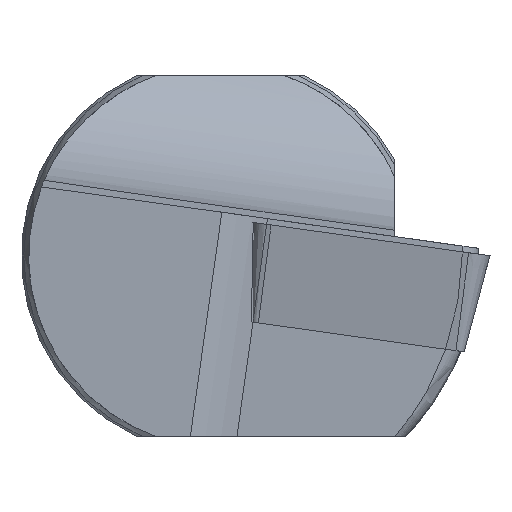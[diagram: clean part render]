
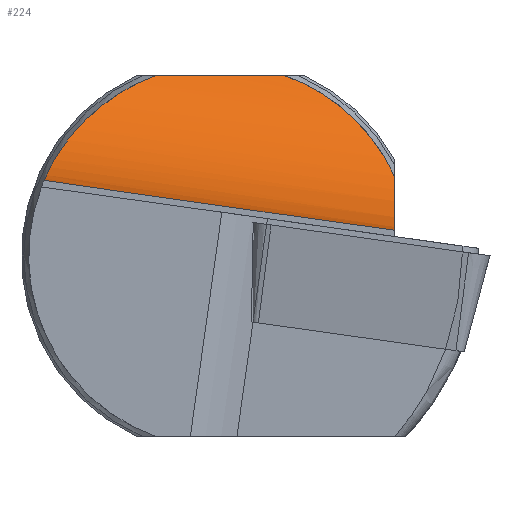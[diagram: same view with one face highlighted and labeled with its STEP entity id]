
A CAD part, left-side view. The second image highlights one B-rep face of the part: STEP entity #224.
In plain terms, the highlighted cylindrical face has radius 10 mm (diameter 20 mm), a partial arc.
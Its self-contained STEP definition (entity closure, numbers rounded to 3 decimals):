
#79=CYLINDRICAL_SURFACE('',#840,10.);
#106=ELLIPSE('',#837,10.098,10.);
#107=ELLIPSE('',#838,71.853,10.);
#108=ELLIPSE('',#839,114.737,10.);
#128=LINE('',#1283,#181);
#181=VECTOR('',#970,1.);
#224=ADVANCED_FACE('',(#269),#79,.F.);
#269=FACE_OUTER_BOUND('',#307,.T.);
#307=EDGE_LOOP('',(#432,#433,#434,#435,#436,#437));
#432=ORIENTED_EDGE('',*,*,#726,.T.);
#433=ORIENTED_EDGE('',*,*,#701,.T.);
#434=ORIENTED_EDGE('',*,*,#727,.F.);
#435=ORIENTED_EDGE('',*,*,#720,.T.);
#436=ORIENTED_EDGE('',*,*,#728,.F.);
#437=ORIENTED_EDGE('',*,*,#729,.F.);
#621=VERTEX_POINT('',#1204);
#624=VERTEX_POINT('',#1209);
#640=VERTEX_POINT('',#1267);
#641=VERTEX_POINT('',#1268);
#645=VERTEX_POINT('',#1279);
#646=VERTEX_POINT('',#1282);
#701=EDGE_CURVE('',#621,#624,#799,.T.);
#720=EDGE_CURVE('',#640,#641,#802,.T.);
#726=EDGE_CURVE('',#645,#621,#106,.T.);
#727=EDGE_CURVE('',#640,#624,#107,.T.);
#728=EDGE_CURVE('',#646,#641,#108,.T.);
#729=EDGE_CURVE('',#645,#646,#128,.T.);
#799=B_SPLINE_CURVE_WITH_KNOTS('',3,(#1210,#1211,#1212,#1213,#1214,#1215),
 .UNSPECIFIED.,.F.,.F.,(4,2,4),(0.,0.5,1.),.UNSPECIFIED.);
#802=B_SPLINE_CURVE_WITH_KNOTS('',3,(#1261,#1262,#1263,#1264,#1265,#1266),
 .UNSPECIFIED.,.F.,.F.,(4,2,4),(0.,0.5,1.),.UNSPECIFIED.);
#837=AXIS2_PLACEMENT_3D('',#1278,#964,#965);
#838=AXIS2_PLACEMENT_3D('',#1280,#966,#967);
#839=AXIS2_PLACEMENT_3D('',#1281,#968,#969);
#840=AXIS2_PLACEMENT_3D('',#1284,#971,#972);
#964=DIRECTION('',(0.,-1.,0.));
#965=DIRECTION('',(0.,0.,1.));
#966=DIRECTION('',(0.,0.,-1.));
#967=DIRECTION('',(0.,1.,0.));
#968=DIRECTION('',(0.996,-0.086,-0.012));
#969=DIRECTION('',(0.087,0.986,0.139));
#970=DIRECTION('',(0.,0.99,0.139));
#971=DIRECTION('',(0.,0.99,0.139));
#972=DIRECTION('',(0.,0.139,-0.99));
#1204=CARTESIAN_POINT('',(21.9,3.921,3.208));
#1209=CARTESIAN_POINT('',(24.655,8.327,7.25));
#1210=CARTESIAN_POINT('',(21.9,3.921,3.208));
#1211=CARTESIAN_POINT('',(22.736,4.247,3.919));
#1212=CARTESIAN_POINT('',(23.395,4.771,4.752));
#1213=CARTESIAN_POINT('',(24.29,6.273,6.229));
#1214=CARTESIAN_POINT('',(24.54,7.253,6.866));
#1215=CARTESIAN_POINT('',(24.655,8.327,7.25));
#1261=CARTESIAN_POINT('',(24.257,13.514,7.25));
#1262=CARTESIAN_POINT('',(23.771,15.142,6.668));
#1263=CARTESIAN_POINT('',(22.783,16.376,5.547));
#1264=CARTESIAN_POINT('',(19.971,17.72,3.779));
#1265=CARTESIAN_POINT('',(18.2,17.943,3.161));
#1266=CARTESIAN_POINT('',(16.417,17.995,3.039));
#1267=CARTESIAN_POINT('',(24.257,13.514,7.25));
#1268=CARTESIAN_POINT('',(16.417,17.995,3.039));
#1278=CARTESIAN_POINT('',(15.704,3.921,11.134));
#1279=CARTESIAN_POINT('',(15.704,3.921,1.036));
#1280=CARTESIAN_POINT('',(15.704,-23.717,7.25));
#1281=CARTESIAN_POINT('',(15.704,8.539,11.783));
#1282=CARTESIAN_POINT('',(15.704,9.931,1.88));
#1283=CARTESIAN_POINT('',(15.704,-19.066,-2.195));
#1284=CARTESIAN_POINT('',(15.704,-20.458,7.708));
